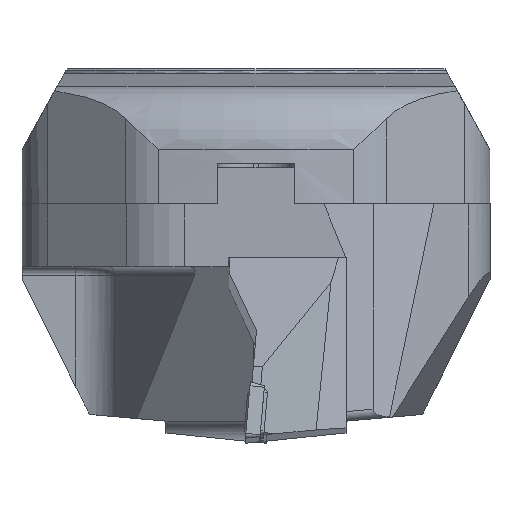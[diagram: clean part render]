
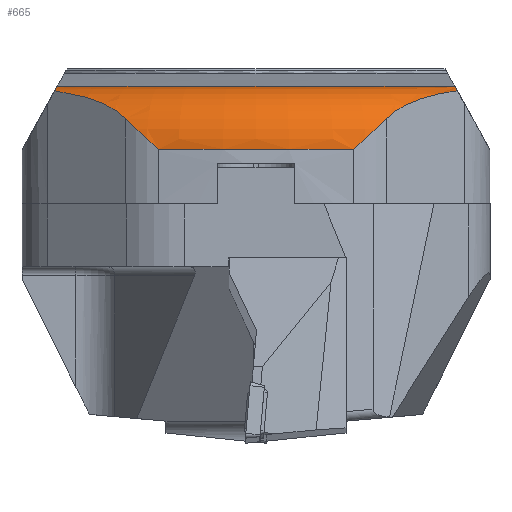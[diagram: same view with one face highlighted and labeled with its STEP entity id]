
A CAD part, left-side view. The second image highlights one B-rep face of the part: STEP entity #665.
In plain terms, the highlighted toroidal (fillet/blend) face has major radius 101 mm and minor radius 14 mm.
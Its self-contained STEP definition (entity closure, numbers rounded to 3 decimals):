
#468=TOROIDAL_SURFACE('',#3387,101.,14.);
#479=B_SPLINE_CURVE_WITH_KNOTS('',3,(#4539,#4540,#4541,#4542,#4543,#4544),
 .UNSPECIFIED.,.F.,.F.,(4,2,4),(0.,0.5,1.),.UNSPECIFIED.);
#480=B_SPLINE_CURVE_WITH_KNOTS('',3,(#4547,#4548,#4549,#4550),
 .UNSPECIFIED.,.F.,.F.,(4,4),(0.,1.),.UNSPECIFIED.);
#481=B_SPLINE_CURVE_WITH_KNOTS('',3,(#4554,#4555,#4556,#4557),
 .UNSPECIFIED.,.F.,.F.,(4,4),(0.,1.),.UNSPECIFIED.);
#482=B_SPLINE_CURVE_WITH_KNOTS('',3,(#4559,#4560,#4561,#4562,#4563,#4564),
 .UNSPECIFIED.,.F.,.F.,(4,2,4),(0.,0.5,1.),.UNSPECIFIED.);
#483=B_SPLINE_CURVE_WITH_KNOTS('',3,(#4566,#4567,#4568,#4569,#4570,#4571),
 .UNSPECIFIED.,.F.,.F.,(4,2,4),(0.,0.5,1.),.UNSPECIFIED.);
#484=B_SPLINE_CURVE_WITH_KNOTS('',3,(#4572,#4573,#4574,#4575,#4576,#4577),
 .UNSPECIFIED.,.F.,.F.,(4,2,4),(0.,0.5,1.),.UNSPECIFIED.);
#543=FACE_OUTER_BOUND('',#1480,.T.);
#665=ADVANCED_FACE('',(#543),#468,.T.);
#1480=EDGE_LOOP('',(#1697,#1698,#1699,#1700,#1701,#1702,#1703,#1704));
#1697=ORIENTED_EDGE('',*,*,#2753,.T.);
#1698=ORIENTED_EDGE('',*,*,#2754,.T.);
#1699=ORIENTED_EDGE('',*,*,#2755,.F.);
#1700=ORIENTED_EDGE('',*,*,#2756,.T.);
#1701=ORIENTED_EDGE('',*,*,#2757,.T.);
#1702=ORIENTED_EDGE('',*,*,#2758,.T.);
#1703=ORIENTED_EDGE('',*,*,#2747,.F.);
#1704=ORIENTED_EDGE('',*,*,#2759,.T.);
#2471=VERTEX_POINT('',#4529);
#2472=VERTEX_POINT('',#4530);
#2475=VERTEX_POINT('',#4545);
#2476=VERTEX_POINT('',#4546);
#2477=VERTEX_POINT('',#4551);
#2478=VERTEX_POINT('',#4553);
#2479=VERTEX_POINT('',#4558);
#2480=VERTEX_POINT('',#4565);
#2747=EDGE_CURVE('',#2471,#2472,#3120,.T.);
#2753=EDGE_CURVE('',#2475,#2476,#479,.T.);
#2754=EDGE_CURVE('',#2476,#2477,#480,.T.);
#2755=EDGE_CURVE('',#2478,#2477,#3122,.T.);
#2756=EDGE_CURVE('',#2478,#2479,#481,.T.);
#2757=EDGE_CURVE('',#2479,#2480,#482,.T.);
#2758=EDGE_CURVE('',#2480,#2472,#483,.T.);
#2759=EDGE_CURVE('',#2471,#2475,#484,.T.);
#3120=CIRCLE('',#3383,115.);
#3122=CIRCLE('',#3386,101.977);
#3383=AXIS2_PLACEMENT_3D('',#4528,#3704,#3705);
#3386=AXIS2_PLACEMENT_3D('',#4552,#3714,#3715);
#3387=AXIS2_PLACEMENT_3D('',#4578,#3716,#3717);
#3704=DIRECTION('',(0.,0.,-1.));
#3705=DIRECTION('',(-1.,0.,0.));
#3714=DIRECTION('',(0.,0.,1.));
#3715=DIRECTION('',(1.,0.,0.));
#3716=DIRECTION('',(0.,0.,1.));
#3717=DIRECTION('',(-1.,0.,0.));
#4528=CARTESIAN_POINT('',(0.,0.,-17.901));
#4529=CARTESIAN_POINT('',(-112.934,-21.7,-17.901));
#4530=CARTESIAN_POINT('',(-112.934,21.7,-17.901));
#4539=CARTESIAN_POINT('',(-109.478,-28.966,-11.115));
#4540=CARTESIAN_POINT('',(-107.607,-31.195,-8.88));
#4541=CARTESIAN_POINT('',(-105.354,-33.88,-7.615));
#4542=CARTESIAN_POINT('',(-100.859,-39.238,-5.781));
#4543=CARTESIAN_POINT('',(-98.571,-41.964,-5.248));
#4544=CARTESIAN_POINT('',(-96.266,-44.711,-4.88));
#4545=CARTESIAN_POINT('',(-109.478,-28.966,-11.115));
#4546=CARTESIAN_POINT('',(-96.266,-44.711,-4.88));
#4547=CARTESIAN_POINT('',(-96.266,-44.711,-4.88));
#4548=CARTESIAN_POINT('',(-94.879,-44.407,-4.332));
#4549=CARTESIAN_POINT('',(-93.421,-44.24,-4.032));
#4550=CARTESIAN_POINT('',(-91.906,-44.186,-3.935));
#4551=CARTESIAN_POINT('',(-91.906,-44.186,-3.935));
#4552=CARTESIAN_POINT('',(0.,0.,-3.935));
#4553=CARTESIAN_POINT('',(-91.906,44.186,-3.935));
#4554=CARTESIAN_POINT('',(-91.906,44.186,-3.935));
#4555=CARTESIAN_POINT('',(-93.421,44.24,-4.032));
#4556=CARTESIAN_POINT('',(-94.879,44.407,-4.332));
#4557=CARTESIAN_POINT('',(-96.266,44.711,-4.88));
#4558=CARTESIAN_POINT('',(-96.266,44.711,-4.88));
#4559=CARTESIAN_POINT('',(-96.266,44.711,-4.88));
#4560=CARTESIAN_POINT('',(-98.574,41.961,-5.249));
#4561=CARTESIAN_POINT('',(-100.869,39.226,-5.782));
#4562=CARTESIAN_POINT('',(-105.397,33.83,-7.636));
#4563=CARTESIAN_POINT('',(-107.637,31.16,-8.915));
#4564=CARTESIAN_POINT('',(-109.478,28.966,-11.115));
#4565=CARTESIAN_POINT('',(-109.478,28.966,-11.115));
#4566=CARTESIAN_POINT('',(-109.478,28.966,-11.115));
#4567=CARTESIAN_POINT('',(-110.386,27.883,-12.199));
#4568=CARTESIAN_POINT('',(-111.115,26.73,-13.309));
#4569=CARTESIAN_POINT('',(-112.262,24.302,-15.573));
#4570=CARTESIAN_POINT('',(-112.684,23.002,-16.751));
#4571=CARTESIAN_POINT('',(-112.934,21.7,-17.901));
#4572=CARTESIAN_POINT('',(-112.934,-21.7,-17.901));
#4573=CARTESIAN_POINT('',(-112.684,-23.002,-16.751));
#4574=CARTESIAN_POINT('',(-112.262,-24.302,-15.573));
#4575=CARTESIAN_POINT('',(-111.115,-26.73,-13.309));
#4576=CARTESIAN_POINT('',(-110.386,-27.883,-12.199));
#4577=CARTESIAN_POINT('',(-109.478,-28.966,-11.115));
#4578=CARTESIAN_POINT('',(0.,0.,-17.901));
